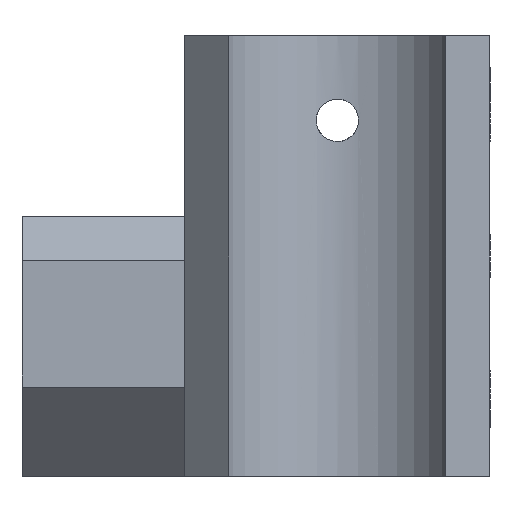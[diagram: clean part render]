
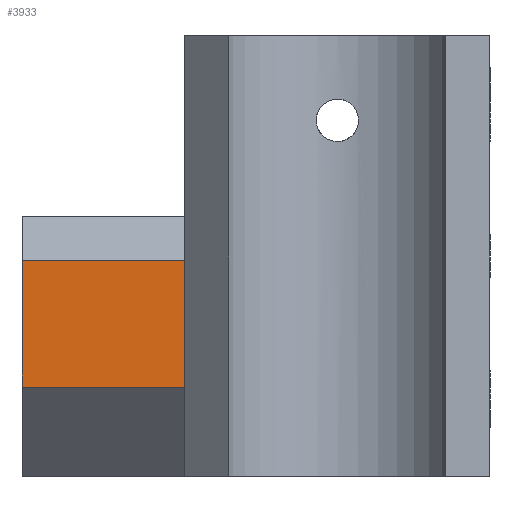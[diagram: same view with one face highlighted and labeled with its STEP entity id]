
A CAD part, left-side view. The second image highlights one B-rep face of the part: STEP entity #3933.
In plain terms, the highlighted planar face has unit normal (-1, 0, 0).
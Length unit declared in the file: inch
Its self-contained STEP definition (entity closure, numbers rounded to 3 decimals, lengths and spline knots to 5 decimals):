
#18 = CARTESIAN_POINT ( 'NONE',  ( 0.5625, 1.1625, 1.125 ) ) ;
#85 = VERTEX_POINT ( 'NONE', #2354 ) ;
#470 = CARTESIAN_POINT ( 'NONE',  ( 0.5625, 1.16254, 0.7955 ) ) ;
#511 = VERTEX_POINT ( 'NONE', #2595 ) ;
#529 = VERTEX_POINT ( 'NONE', #4048 ) ;
#530 = DIRECTION ( 'NONE',  ( 0., 0., -1. ) ) ;
#597 = VECTOR ( 'NONE', #530, 39.37008 ) ;
#706 = DIRECTION ( 'NONE',  ( 0., 0., -1. ) ) ;
#785 = PLANE ( 'NONE',  #2173 ) ;
#851 = ORIENTED_EDGE ( 'NONE', *, *, #4271, .T. ) ;
#860 = ORIENTED_EDGE ( 'NONE', *, *, #4478, .F. ) ;
#1049 = EDGE_CURVE ( 'NONE', #529, #85, #4009, .T. ) ;
#1165 = ORIENTED_EDGE ( 'NONE', *, *, #1049, .T. ) ;
#1253 = CARTESIAN_POINT ( 'NONE',  ( 0.5625, 1.16254, 0.3295 ) ) ;
#1378 = CARTESIAN_POINT ( 'NONE',  ( 0.5625, 1.1625, 1.125 ) ) ;
#1482 = FACE_OUTER_BOUND ( 'NONE', #2993, .T. ) ;
#1512 = LINE ( 'NONE', #3011, #597 ) ;
#1533 = VECTOR ( 'NONE', #1982, 39.37008 ) ;
#1816 = ORIENTED_EDGE ( 'NONE', *, *, #3634, .F. ) ;
#1875 = DIRECTION ( 'NONE',  ( 0., -1., 0. ) ) ;
#1982 = DIRECTION ( 'NONE',  ( 0., -1., 0. ) ) ;
#2173 = AXIS2_PLACEMENT_3D ( 'NONE', #18, #2296, #1875 ) ;
#2296 = DIRECTION ( 'NONE',  ( -1., 0., 0. ) ) ;
#2354 = CARTESIAN_POINT ( 'NONE',  ( 0.5625, 0.5625, 0.3295 ) ) ;
#2595 = CARTESIAN_POINT ( 'NONE',  ( 0.5625, 0.5625, 0.7955 ) ) ;
#2869 = VECTOR ( 'NONE', #3631, 39.37008 ) ;
#2950 = VECTOR ( 'NONE', #706, 39.37008 ) ;
#2993 = EDGE_LOOP ( 'NONE', ( #860, #1816, #851, #1165 ) ) ;
#3011 = CARTESIAN_POINT ( 'NONE',  ( 0.5625, 0.5625, 1.125 ) ) ;
#3080 = LINE ( 'NONE', #470, #1533 ) ;
#3148 = VERTEX_POINT ( 'NONE', #3509 ) ;
#3299 = LINE ( 'NONE', #1378, #2950 ) ;
#3509 = CARTESIAN_POINT ( 'NONE',  ( 0.5625, 1.1625, 0.7955 ) ) ;
#3631 = DIRECTION ( 'NONE',  ( 0., -1., 0. ) ) ;
#3634 = EDGE_CURVE ( 'NONE', #3148, #511, #3080, .T. ) ;
#3933 = ADVANCED_FACE ( 'NONE', ( #1482 ), #785, .T. ) ;
#4009 = LINE ( 'NONE', #1253, #2869 ) ;
#4048 = CARTESIAN_POINT ( 'NONE',  ( 0.5625, 1.1625, 0.3295 ) ) ;
#4271 = EDGE_CURVE ( 'NONE', #3148, #529, #3299, .T. ) ;
#4478 = EDGE_CURVE ( 'NONE', #511, #85, #1512, .T. ) ;
